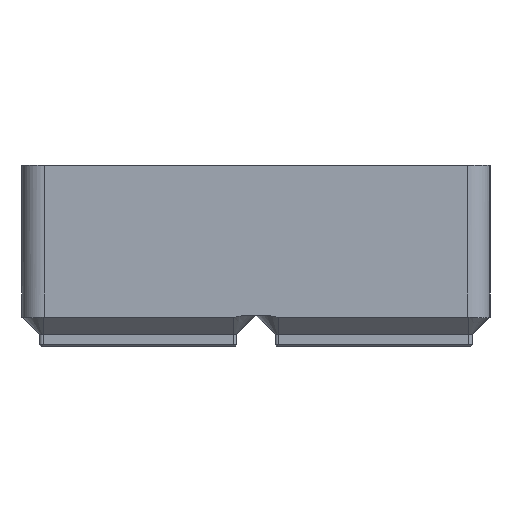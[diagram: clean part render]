
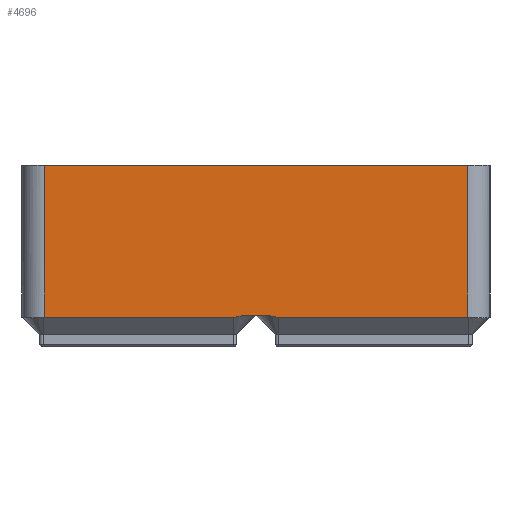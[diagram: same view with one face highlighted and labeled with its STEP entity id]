
A CAD part, left-side view. The second image highlights one B-rep face of the part: STEP entity #4696.
In plain terms, the highlighted planar face has unit normal (-1, 0, 0).
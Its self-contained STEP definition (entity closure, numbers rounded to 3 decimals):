
#4138 = PLANE('',#4139);
#4139 = AXIS2_PLACEMENT_3D('',#4140,#4141,#4142);
#4140 = CARTESIAN_POINT('',(84.,21.,26.8));
#4141 = DIRECTION('',(0.,0.,1.));
#4142 = DIRECTION('',(1.,0.,0.));
#4459 = EDGE_CURVE('',#4460,#4462,#4464,.T.);
#4460 = VERTEX_POINT('',#4461);
#4461 = CARTESIAN_POINT('',(-20.75,-16.75,26.8));
#4462 = VERTEX_POINT('',#4463);
#4463 = CARTESIAN_POINT('',(-20.75,58.75,26.8));
#4464 = SURFACE_CURVE('',#4465,(#4469,#4476),.PCURVE_S1.);
#4465 = LINE('',#4466,#4467);
#4466 = CARTESIAN_POINT('',(-20.75,21.,26.8));
#4467 = VECTOR('',#4468,1.);
#4468 = DIRECTION('',(0.,1.,0.));
#4469 = PCURVE('',#4138,#4470);
#4470 = DEFINITIONAL_REPRESENTATION('',(#4471),#4475);
#4471 = LINE('',#4472,#4473);
#4472 = CARTESIAN_POINT('',(-104.75,0.));
#4473 = VECTOR('',#4474,1.);
#4474 = DIRECTION('',(0.,1.));
#4475 = ( GEOMETRIC_REPRESENTATION_CONTEXT(2) 
PARAMETRIC_REPRESENTATION_CONTEXT() REPRESENTATION_CONTEXT('2D SPACE',''
  ) );
#4476 = PCURVE('',#4477,#4482);
#4477 = PLANE('',#4478);
#4478 = AXIS2_PLACEMENT_3D('',#4479,#4480,#4481);
#4479 = CARTESIAN_POINT('',(-20.75,-16.75,0.));
#4480 = DIRECTION('',(-1.,0.,0.));
#4481 = DIRECTION('',(0.,1.,0.));
#4482 = DEFINITIONAL_REPRESENTATION('',(#4483),#4487);
#4483 = LINE('',#4484,#4485);
#4484 = CARTESIAN_POINT('',(37.75,-26.8));
#4485 = VECTOR('',#4486,1.);
#4486 = DIRECTION('',(1.,0.));
#4487 = ( GEOMETRIC_REPRESENTATION_CONTEXT(2) 
PARAMETRIC_REPRESENTATION_CONTEXT() REPRESENTATION_CONTEXT('2D SPACE',''
  ) );
#4506 = CYLINDRICAL_SURFACE('',#4507,4.);
#4507 = AXIS2_PLACEMENT_3D('',#4508,#4509,#4510);
#4508 = CARTESIAN_POINT('',(-16.75,-16.75,0.));
#4509 = DIRECTION('',(0.,0.,-1.));
#4510 = DIRECTION('',(1.,0.,0.));
#4675 = CYLINDRICAL_SURFACE('',#4676,4.);
#4676 = AXIS2_PLACEMENT_3D('',#4677,#4678,#4679);
#4677 = CARTESIAN_POINT('',(-16.75,58.75,0.));
#4678 = DIRECTION('',(0.,0.,-1.));
#4679 = DIRECTION('',(1.,0.,0.));
#4696 = ADVANCED_FACE('',(#4697),#4477,.T.);
#4697 = FACE_BOUND('',#4698,.T.);
#4698 = EDGE_LOOP('',(#4699,#4700,#4723,#4750,#4782,#4810,#4842,#4869));
#4699 = ORIENTED_EDGE('',*,*,#4459,.T.);
#4700 = ORIENTED_EDGE('',*,*,#4701,.T.);
#4701 = EDGE_CURVE('',#4462,#4702,#4704,.T.);
#4702 = VERTEX_POINT('',#4703);
#4703 = CARTESIAN_POINT('',(-20.75,58.75,-0.251));
#4704 = SURFACE_CURVE('',#4705,(#4709,#4716),.PCURVE_S1.);
#4705 = LINE('',#4706,#4707);
#4706 = CARTESIAN_POINT('',(-20.75,58.75,26.8));
#4707 = VECTOR('',#4708,1.);
#4708 = DIRECTION('',(0.,0.,-1.));
#4709 = PCURVE('',#4477,#4710);
#4710 = DEFINITIONAL_REPRESENTATION('',(#4711),#4715);
#4711 = LINE('',#4712,#4713);
#4712 = CARTESIAN_POINT('',(75.5,-26.8));
#4713 = VECTOR('',#4714,1.);
#4714 = DIRECTION('',(0.,1.));
#4715 = ( GEOMETRIC_REPRESENTATION_CONTEXT(2) 
PARAMETRIC_REPRESENTATION_CONTEXT() REPRESENTATION_CONTEXT('2D SPACE',''
  ) );
#4716 = PCURVE('',#4675,#4717);
#4717 = DEFINITIONAL_REPRESENTATION('',(#4718),#4722);
#4718 = LINE('',#4719,#4720);
#4719 = CARTESIAN_POINT('',(-3.142,-26.8));
#4720 = VECTOR('',#4721,1.);
#4721 = DIRECTION('',(0.,1.));
#4722 = ( GEOMETRIC_REPRESENTATION_CONTEXT(2) 
PARAMETRIC_REPRESENTATION_CONTEXT() REPRESENTATION_CONTEXT('2D SPACE',''
  ) );
#4723 = ORIENTED_EDGE('',*,*,#4724,.F.);
#4724 = EDGE_CURVE('',#4725,#4702,#4727,.T.);
#4725 = VERTEX_POINT('',#4726);
#4726 = CARTESIAN_POINT('',(-20.75,25.,-0.251));
#4727 = SURFACE_CURVE('',#4728,(#4732,#4739),.PCURVE_S1.);
#4728 = LINE('',#4729,#4730);
#4729 = CARTESIAN_POINT('',(-20.75,12.625,-0.251));
#4730 = VECTOR('',#4731,1.);
#4731 = DIRECTION('',(0.,1.,0.));
#4732 = PCURVE('',#4477,#4733);
#4733 = DEFINITIONAL_REPRESENTATION('',(#4734),#4738);
#4734 = LINE('',#4735,#4736);
#4735 = CARTESIAN_POINT('',(29.375,0.251));
#4736 = VECTOR('',#4737,1.);
#4737 = DIRECTION('',(1.,0.));
#4738 = ( GEOMETRIC_REPRESENTATION_CONTEXT(2) 
PARAMETRIC_REPRESENTATION_CONTEXT() REPRESENTATION_CONTEXT('2D SPACE',''
  ) );
#4739 = PCURVE('',#4740,#4745);
#4740 = PLANE('',#4741);
#4741 = AXIS2_PLACEMENT_3D('',#4742,#4743,#4744);
#4742 = CARTESIAN_POINT('',(-21.001,42.,0.));
#4743 = DIRECTION('',(0.707,0.,0.707));
#4744 = DIRECTION('',(-0.707,0.,0.707));
#4745 = DEFINITIONAL_REPRESENTATION('',(#4746),#4749);
#4746 = B_SPLINE_CURVE_WITH_KNOTS('',1,(#4747,#4748),.UNSPECIFIED.,.F.,
  .F.,(2,2),(12.375,46.125),.PIECEWISE_BEZIER_KNOTS.);
#4747 = CARTESIAN_POINT('',(-0.354,17.001));
#4748 = CARTESIAN_POINT('',(-0.354,-16.75));
#4749 = ( GEOMETRIC_REPRESENTATION_CONTEXT(2) 
PARAMETRIC_REPRESENTATION_CONTEXT() REPRESENTATION_CONTEXT('2D SPACE',''
  ) );
#4750 = ORIENTED_EDGE('',*,*,#4751,.T.);
#4751 = EDGE_CURVE('',#4725,#4752,#4754,.T.);
#4752 = VERTEX_POINT('',#4753);
#4753 = CARTESIAN_POINT('',(-20.75,23.606,0.));
#4754 = SURFACE_CURVE('',#4755,(#4760,#4767),.PCURVE_S1.);
#4755 = HYPERBOLA('',#4756,3.75,3.75);
#4756 = AXIS2_PLACEMENT_3D('',#4757,#4758,#4759);
#4757 = CARTESIAN_POINT('',(-20.75,25.,-4.));
#4758 = DIRECTION('',(1.,0.,-0.));
#4759 = DIRECTION('',(0.,0.,1.));
#4760 = PCURVE('',#4477,#4761);
#4761 = DEFINITIONAL_REPRESENTATION('',(#4762),#4766);
#4762 = HYPERBOLA('',#4763,3.75,3.75);
#4763 = AXIS2_PLACEMENT_2D('',#4764,#4765);
#4764 = CARTESIAN_POINT('',(41.75,4.));
#4765 = DIRECTION('',(0.,-1.));
#4766 = ( GEOMETRIC_REPRESENTATION_CONTEXT(2) 
PARAMETRIC_REPRESENTATION_CONTEXT() REPRESENTATION_CONTEXT('2D SPACE',''
  ) );
#4767 = PCURVE('',#4768,#4773);
#4768 = CONICAL_SURFACE('',#4769,4.,0.785);
#4769 = AXIS2_PLACEMENT_3D('',#4770,#4771,#4772);
#4770 = CARTESIAN_POINT('',(-17.001,25.,0.));
#4771 = DIRECTION('',(0.,0.,1.));
#4772 = DIRECTION('',(1.,0.,0.));
#4773 = DEFINITIONAL_REPRESENTATION('',(#4774),#4781);
#4774 = B_SPLINE_CURVE_WITH_KNOTS('',5,(#4775,#4776,#4777,#4778,#4779,
    #4780),.UNSPECIFIED.,.F.,.F.,(6,6),(0.,0.364),
  .PIECEWISE_BEZIER_KNOTS.);
#4775 = CARTESIAN_POINT('',(3.142,-0.251));
#4776 = CARTESIAN_POINT('',(3.214,-0.251));
#4777 = CARTESIAN_POINT('',(3.287,-0.226));
#4778 = CARTESIAN_POINT('',(3.359,-0.176));
#4779 = CARTESIAN_POINT('',(3.429,-0.101));
#4780 = CARTESIAN_POINT('',(3.497,0.));
#4781 = ( GEOMETRIC_REPRESENTATION_CONTEXT(2) 
PARAMETRIC_REPRESENTATION_CONTEXT() REPRESENTATION_CONTEXT('2D SPACE',''
  ) );
#4782 = ORIENTED_EDGE('',*,*,#4783,.F.);
#4783 = EDGE_CURVE('',#4784,#4752,#4786,.T.);
#4784 = VERTEX_POINT('',#4785);
#4785 = CARTESIAN_POINT('',(-20.75,18.394,0.));
#4786 = SURFACE_CURVE('',#4787,(#4791,#4798),.PCURVE_S1.);
#4787 = LINE('',#4788,#4789);
#4788 = CARTESIAN_POINT('',(-20.75,21.,0.));
#4789 = VECTOR('',#4790,1.);
#4790 = DIRECTION('',(0.,1.,0.));
#4791 = PCURVE('',#4477,#4792);
#4792 = DEFINITIONAL_REPRESENTATION('',(#4793),#4797);
#4793 = LINE('',#4794,#4795);
#4794 = CARTESIAN_POINT('',(37.75,0.));
#4795 = VECTOR('',#4796,1.);
#4796 = DIRECTION('',(1.,0.));
#4797 = ( GEOMETRIC_REPRESENTATION_CONTEXT(2) 
PARAMETRIC_REPRESENTATION_CONTEXT() REPRESENTATION_CONTEXT('2D SPACE',''
  ) );
#4798 = PCURVE('',#4799,#4804);
#4799 = PLANE('',#4800);
#4800 = AXIS2_PLACEMENT_3D('',#4801,#4802,#4803);
#4801 = CARTESIAN_POINT('',(84.,21.,0.));
#4802 = DIRECTION('',(0.,0.,1.));
#4803 = DIRECTION('',(1.,0.,0.));
#4804 = DEFINITIONAL_REPRESENTATION('',(#4805),#4809);
#4805 = LINE('',#4806,#4807);
#4806 = CARTESIAN_POINT('',(-104.75,0.));
#4807 = VECTOR('',#4808,1.);
#4808 = DIRECTION('',(0.,1.));
#4809 = ( GEOMETRIC_REPRESENTATION_CONTEXT(2) 
PARAMETRIC_REPRESENTATION_CONTEXT() REPRESENTATION_CONTEXT('2D SPACE',''
  ) );
#4810 = ORIENTED_EDGE('',*,*,#4811,.T.);
#4811 = EDGE_CURVE('',#4784,#4812,#4814,.T.);
#4812 = VERTEX_POINT('',#4813);
#4813 = CARTESIAN_POINT('',(-20.75,17.001,-0.251));
#4814 = SURFACE_CURVE('',#4815,(#4820,#4827),.PCURVE_S1.);
#4815 = HYPERBOLA('',#4816,3.75,3.75);
#4816 = AXIS2_PLACEMENT_3D('',#4817,#4818,#4819);
#4817 = CARTESIAN_POINT('',(-20.75,17.001,-4.));
#4818 = DIRECTION('',(1.,0.,-0.));
#4819 = DIRECTION('',(0.,0.,1.));
#4820 = PCURVE('',#4477,#4821);
#4821 = DEFINITIONAL_REPRESENTATION('',(#4822),#4826);
#4822 = HYPERBOLA('',#4823,3.75,3.75);
#4823 = AXIS2_PLACEMENT_2D('',#4824,#4825);
#4824 = CARTESIAN_POINT('',(33.751,4.));
#4825 = DIRECTION('',(0.,-1.));
#4826 = ( GEOMETRIC_REPRESENTATION_CONTEXT(2) 
PARAMETRIC_REPRESENTATION_CONTEXT() REPRESENTATION_CONTEXT('2D SPACE',''
  ) );
#4827 = PCURVE('',#4828,#4833);
#4828 = CONICAL_SURFACE('',#4829,4.,0.785);
#4829 = AXIS2_PLACEMENT_3D('',#4830,#4831,#4832);
#4830 = CARTESIAN_POINT('',(-17.001,17.001,0.));
#4831 = DIRECTION('',(0.,0.,1.));
#4832 = DIRECTION('',(1.,0.,0.));
#4833 = DEFINITIONAL_REPRESENTATION('',(#4834),#4841);
#4834 = B_SPLINE_CURVE_WITH_KNOTS('',5,(#4835,#4836,#4837,#4838,#4839,
    #4840),.UNSPECIFIED.,.F.,.F.,(6,6),(-0.364,0.),
  .PIECEWISE_BEZIER_KNOTS.);
#4835 = CARTESIAN_POINT('',(2.786,0.));
#4836 = CARTESIAN_POINT('',(2.854,-0.101));
#4837 = CARTESIAN_POINT('',(2.924,-0.176));
#4838 = CARTESIAN_POINT('',(2.996,-0.226));
#4839 = CARTESIAN_POINT('',(3.069,-0.251));
#4840 = CARTESIAN_POINT('',(3.142,-0.251));
#4841 = ( GEOMETRIC_REPRESENTATION_CONTEXT(2) 
PARAMETRIC_REPRESENTATION_CONTEXT() REPRESENTATION_CONTEXT('2D SPACE',''
  ) );
#4842 = ORIENTED_EDGE('',*,*,#4843,.F.);
#4843 = EDGE_CURVE('',#4844,#4812,#4846,.T.);
#4844 = VERTEX_POINT('',#4845);
#4845 = CARTESIAN_POINT('',(-20.75,-16.75,-0.251));
#4846 = SURFACE_CURVE('',#4847,(#4851,#4858),.PCURVE_S1.);
#4847 = LINE('',#4848,#4849);
#4848 = CARTESIAN_POINT('',(-20.75,-8.375,-0.251));
#4849 = VECTOR('',#4850,1.);
#4850 = DIRECTION('',(0.,1.,0.));
#4851 = PCURVE('',#4477,#4852);
#4852 = DEFINITIONAL_REPRESENTATION('',(#4853),#4857);
#4853 = LINE('',#4854,#4855);
#4854 = CARTESIAN_POINT('',(8.375,0.251));
#4855 = VECTOR('',#4856,1.);
#4856 = DIRECTION('',(1.,0.));
#4857 = ( GEOMETRIC_REPRESENTATION_CONTEXT(2) 
PARAMETRIC_REPRESENTATION_CONTEXT() REPRESENTATION_CONTEXT('2D SPACE',''
  ) );
#4858 = PCURVE('',#4859,#4864);
#4859 = PLANE('',#4860);
#4860 = AXIS2_PLACEMENT_3D('',#4861,#4862,#4863);
#4861 = CARTESIAN_POINT('',(-21.001,0.,0.));
#4862 = DIRECTION('',(0.707,0.,0.707));
#4863 = DIRECTION('',(-0.707,0.,0.707));
#4864 = DEFINITIONAL_REPRESENTATION('',(#4865),#4868);
#4865 = B_SPLINE_CURVE_WITH_KNOTS('',1,(#4866,#4867),.UNSPECIFIED.,.F.,
  .F.,(2,2),(-8.375,25.376),.PIECEWISE_BEZIER_KNOTS.);
#4866 = CARTESIAN_POINT('',(-0.354,16.75));
#4867 = CARTESIAN_POINT('',(-0.354,-17.001));
#4868 = ( GEOMETRIC_REPRESENTATION_CONTEXT(2) 
PARAMETRIC_REPRESENTATION_CONTEXT() REPRESENTATION_CONTEXT('2D SPACE',''
  ) );
#4869 = ORIENTED_EDGE('',*,*,#4870,.T.);
#4870 = EDGE_CURVE('',#4844,#4460,#4871,.T.);
#4871 = SURFACE_CURVE('',#4872,(#4876,#4883),.PCURVE_S1.);
#4872 = LINE('',#4873,#4874);
#4873 = CARTESIAN_POINT('',(-20.75,-16.75,-0.251));
#4874 = VECTOR('',#4875,1.);
#4875 = DIRECTION('',(0.,0.,1.));
#4876 = PCURVE('',#4477,#4877);
#4877 = DEFINITIONAL_REPRESENTATION('',(#4878),#4882);
#4878 = LINE('',#4879,#4880);
#4879 = CARTESIAN_POINT('',(0.,0.251));
#4880 = VECTOR('',#4881,1.);
#4881 = DIRECTION('',(0.,-1.));
#4882 = ( GEOMETRIC_REPRESENTATION_CONTEXT(2) 
PARAMETRIC_REPRESENTATION_CONTEXT() REPRESENTATION_CONTEXT('2D SPACE',''
  ) );
#4883 = PCURVE('',#4506,#4884);
#4884 = DEFINITIONAL_REPRESENTATION('',(#4885),#4889);
#4885 = LINE('',#4886,#4887);
#4886 = CARTESIAN_POINT('',(-3.142,0.251));
#4887 = VECTOR('',#4888,1.);
#4888 = DIRECTION('',(-0.,-1.));
#4889 = ( GEOMETRIC_REPRESENTATION_CONTEXT(2) 
PARAMETRIC_REPRESENTATION_CONTEXT() REPRESENTATION_CONTEXT('2D SPACE',''
  ) );
